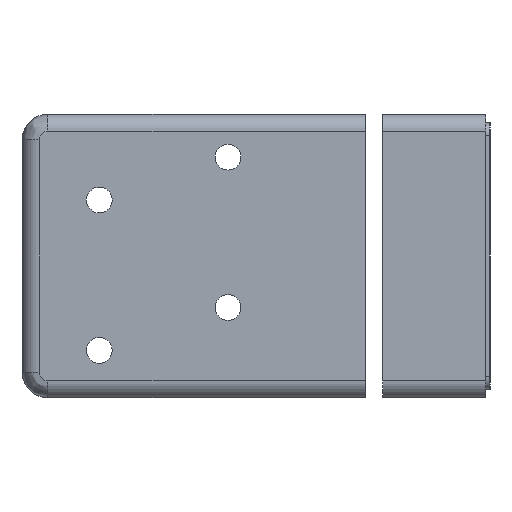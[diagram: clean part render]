
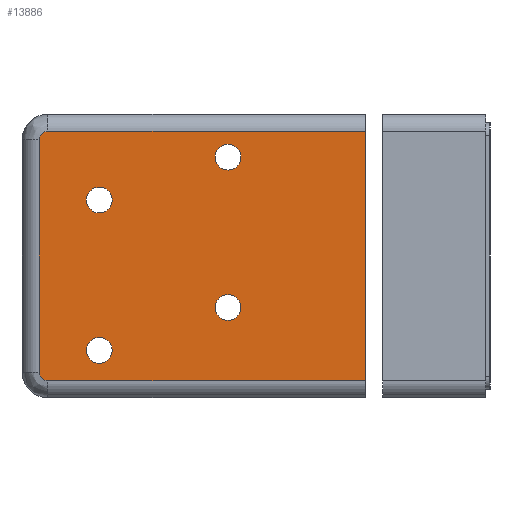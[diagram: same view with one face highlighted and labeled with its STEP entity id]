
A CAD part, left-side view. The second image highlights one B-rep face of the part: STEP entity #13886.
In plain terms, the highlighted planar face has unit normal (-1, 0, 0).
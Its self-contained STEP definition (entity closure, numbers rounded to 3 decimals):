
#112=CIRCLE('',#14534,1.);
#116=CIRCLE('',#14539,1.);
#133=CIRCLE('',#14571,1.5);
#134=CIRCLE('',#14573,1.5);
#135=CIRCLE('',#14575,1.5);
#136=CIRCLE('',#14577,1.5);
#316=FACE_BOUND('',#2628,.T.);
#317=FACE_BOUND('',#2629,.T.);
#318=FACE_BOUND('',#2630,.T.);
#319=FACE_BOUND('',#2631,.T.);
#1830=FACE_OUTER_BOUND('',#2627,.T.);
#2627=EDGE_LOOP('',(#12215,#12216,#12217,#12218,#12219,#12220));
#2628=EDGE_LOOP('',(#12221));
#2629=EDGE_LOOP('',(#12222));
#2630=EDGE_LOOP('',(#12223));
#2631=EDGE_LOOP('',(#12224));
#3859=LINE('',#25176,#5213);
#3860=LINE('',#25195,#5214);
#3862=LINE('',#25215,#5216);
#3875=LINE('',#25247,#5229);
#5213=VECTOR('',#16676,10.);
#5214=VECTOR('',#16687,10.);
#5216=VECTOR('',#16699,10.);
#5229=VECTOR('',#16730,10.);
#6573=VERTEX_POINT('',#25169);
#6576=VERTEX_POINT('',#25174);
#6578=VERTEX_POINT('',#25187);
#6580=VERTEX_POINT('',#25193);
#6582=VERTEX_POINT('',#25207);
#6584=VERTEX_POINT('',#25213);
#6607=VERTEX_POINT('',#25288);
#6608=VERTEX_POINT('',#25292);
#6609=VERTEX_POINT('',#25296);
#6610=VERTEX_POINT('',#25300);
#8457=EDGE_CURVE('',#6576,#6573,#3859,.T.);
#8459=EDGE_CURVE('',#6578,#6576,#112,.T.);
#8462=EDGE_CURVE('',#6580,#6578,#3860,.T.);
#8465=EDGE_CURVE('',#6582,#6580,#116,.T.);
#8468=EDGE_CURVE('',#6584,#6582,#3862,.T.);
#8485=EDGE_CURVE('',#6584,#6573,#3875,.T.);
#8506=EDGE_CURVE('',#6607,#6607,#133,.T.);
#8508=EDGE_CURVE('',#6608,#6608,#134,.T.);
#8510=EDGE_CURVE('',#6609,#6609,#135,.T.);
#8512=EDGE_CURVE('',#6610,#6610,#136,.T.);
#12215=ORIENTED_EDGE('',*,*,#8468,.F.);
#12216=ORIENTED_EDGE('',*,*,#8485,.T.);
#12217=ORIENTED_EDGE('',*,*,#8457,.F.);
#12218=ORIENTED_EDGE('',*,*,#8459,.F.);
#12219=ORIENTED_EDGE('',*,*,#8462,.F.);
#12220=ORIENTED_EDGE('',*,*,#8465,.F.);
#12221=ORIENTED_EDGE('',*,*,#8506,.T.);
#12222=ORIENTED_EDGE('',*,*,#8508,.T.);
#12223=ORIENTED_EDGE('',*,*,#8510,.T.);
#12224=ORIENTED_EDGE('',*,*,#8512,.T.);
#13169=PLANE('',#14578);
#13886=ADVANCED_FACE('',(#1830,#316,#317,#318,#319),#13169,.T.);
#14534=AXIS2_PLACEMENT_3D('',#25189,#16679,#16680);
#14539=AXIS2_PLACEMENT_3D('',#25209,#16691,#16692);
#14571=AXIS2_PLACEMENT_3D('',#25290,#16779,#16780);
#14573=AXIS2_PLACEMENT_3D('',#25294,#16784,#16785);
#14575=AXIS2_PLACEMENT_3D('',#25298,#16789,#16790);
#14577=AXIS2_PLACEMENT_3D('',#25302,#16794,#16795);
#14578=AXIS2_PLACEMENT_3D('',#25303,#16796,#16797);
#16676=DIRECTION('',(0.,-1.,0.));
#16679=DIRECTION('center_axis',(1.,0.,0.));
#16680=DIRECTION('ref_axis',(0.,0.707,0.707));
#16687=DIRECTION('',(0.,0.,1.));
#16691=DIRECTION('center_axis',(1.,0.,0.));
#16692=DIRECTION('ref_axis',(0.,0.707,-0.707));
#16699=DIRECTION('',(0.,1.,0.));
#16730=DIRECTION('',(0.,0.,1.));
#16779=DIRECTION('center_axis',(1.,0.,0.));
#16780=DIRECTION('ref_axis',(0.,1.,0.));
#16784=DIRECTION('center_axis',(1.,0.,0.));
#16785=DIRECTION('ref_axis',(0.,1.,0.));
#16789=DIRECTION('center_axis',(1.,0.,0.));
#16790=DIRECTION('ref_axis',(0.,1.,0.));
#16794=DIRECTION('center_axis',(1.,0.,0.));
#16795=DIRECTION('ref_axis',(0.,1.,0.));
#16796=DIRECTION('center_axis',(-1.,0.,0.));
#16797=DIRECTION('ref_axis',(0.,0.,1.));
#25169=CARTESIAN_POINT('',(-79.375,11.,14.51));
#25174=CARTESIAN_POINT('',(-79.375,48.,14.51));
#25176=CARTESIAN_POINT('',(-79.375,11.,14.51));
#25187=CARTESIAN_POINT('',(-79.375,49.,13.51));
#25189=CARTESIAN_POINT('Origin',(-79.375,48.,13.51));
#25193=CARTESIAN_POINT('',(-79.375,49.,-13.51));
#25195=CARTESIAN_POINT('',(-79.375,49.,-8.255));
#25207=CARTESIAN_POINT('',(-79.375,48.,-14.51));
#25209=CARTESIAN_POINT('Origin',(-79.375,48.,-13.51));
#25213=CARTESIAN_POINT('',(-79.375,11.,-14.51));
#25215=CARTESIAN_POINT('',(-79.375,11.,-14.51));
#25247=CARTESIAN_POINT('',(-79.375,11.,-16.51));
#25288=CARTESIAN_POINT('',(-79.375,25.5,-5.99));
#25290=CARTESIAN_POINT('Origin',(-79.375,27.,-5.99));
#25292=CARTESIAN_POINT('',(-79.375,40.5,-10.99));
#25294=CARTESIAN_POINT('Origin',(-79.375,42.,-10.99));
#25296=CARTESIAN_POINT('',(-79.375,25.5,11.51));
#25298=CARTESIAN_POINT('Origin',(-79.375,27.,11.51));
#25300=CARTESIAN_POINT('',(-79.375,40.5,6.51));
#25302=CARTESIAN_POINT('Origin',(-79.375,42.,6.51));
#25303=CARTESIAN_POINT('Origin',(-79.375,11.,-16.51));
